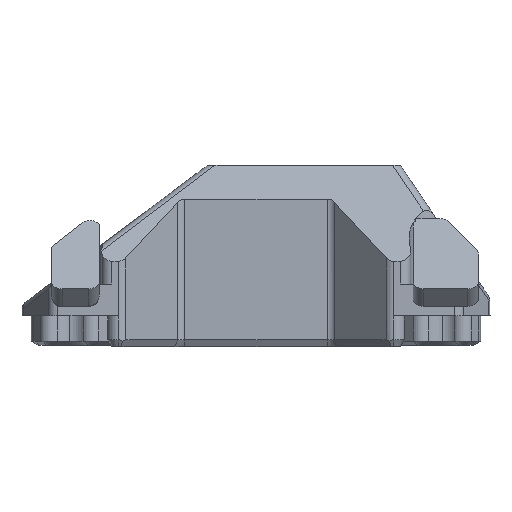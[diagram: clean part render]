
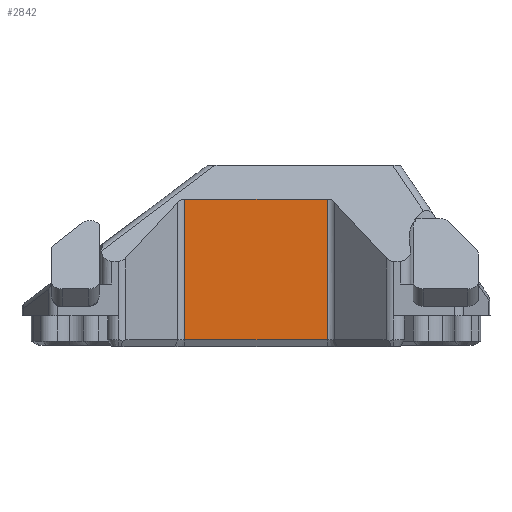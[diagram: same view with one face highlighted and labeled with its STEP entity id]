
A CAD part, front view. The second image highlights one B-rep face of the part: STEP entity #2842.
In plain terms, the highlighted planar face has unit normal (0, -1, 0).
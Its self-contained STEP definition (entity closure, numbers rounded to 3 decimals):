
#296 = LINE ( 'NONE', #1468, #3515 ) ;
#841 = VERTEX_POINT ( 'NONE', #5508 ) ;
#930 = VERTEX_POINT ( 'NONE', #6548 ) ;
#1223 = CARTESIAN_POINT ( 'NONE',  ( -35.96, 34.571, 17.08 ) ) ;
#1241 = LINE ( 'NONE', #6339, #4586 ) ;
#1245 = VERTEX_POINT ( 'NONE', #3791 ) ;
#1468 = CARTESIAN_POINT ( 'NONE',  ( -22.502, 34.571, 17.08 ) ) ;
#1483 = ORIENTED_EDGE ( 'NONE', *, *, #5536, .T. ) ;
#1734 = CARTESIAN_POINT ( 'NONE',  ( -35.96, 34.571, 13.89 ) ) ;
#1956 = AXIS2_PLACEMENT_3D ( 'NONE', #1223, #3457, #5262 ) ;
#2004 = CARTESIAN_POINT ( 'NONE',  ( -52.132, 34.571, 13.89 ) ) ;
#2132 = DIRECTION ( 'NONE',  ( 0., 0., -1. ) ) ;
#2245 = VECTOR ( 'NONE', #6685, 1000. ) ;
#2313 = DIRECTION ( 'NONE',  ( 1., 0., 0. ) ) ;
#2442 = PLANE ( 'NONE',  #1956 ) ;
#2804 = ORIENTED_EDGE ( 'NONE', *, *, #5297, .F. ) ;
#2842 = ADVANCED_FACE ( 'NONE', ( #5229 ), #2442, .F. ) ;
#2846 = LINE ( 'NONE', #5042, #2245 ) ;
#3054 = EDGE_LOOP ( 'NONE', ( #4545, #6786, #2804, #1483 ) ) ;
#3457 = DIRECTION ( 'NONE',  ( 0., 1., 0. ) ) ;
#3515 = VECTOR ( 'NONE', #2132, 1000. ) ;
#3619 = EDGE_CURVE ( 'NONE', #6019, #930, #2846, .T. ) ;
#3791 = CARTESIAN_POINT ( 'NONE',  ( -22.502, 34.571, 13.89 ) ) ;
#4545 = ORIENTED_EDGE ( 'NONE', *, *, #3619, .T. ) ;
#4586 = VECTOR ( 'NONE', #2313, 1000. ) ;
#5042 = CARTESIAN_POINT ( 'NONE',  ( -35.96, 34.571, 17.08 ) ) ;
#5229 = FACE_OUTER_BOUND ( 'NONE', #3054, .T. ) ;
#5262 = DIRECTION ( 'NONE',  ( 0., 0., 1. ) ) ;
#5297 = EDGE_CURVE ( 'NONE', #1245, #841, #296, .T. ) ;
#5508 = CARTESIAN_POINT ( 'NONE',  ( -22.502, 34.571, 0.64 ) ) ;
#5536 = EDGE_CURVE ( 'NONE', #1245, #6019, #7051, .T. ) ;
#5608 = VECTOR ( 'NONE', #6367, 1000. ) ;
#6019 = VERTEX_POINT ( 'NONE', #1734 ) ;
#6158 = EDGE_CURVE ( 'NONE', #930, #841, #1241, .T. ) ;
#6339 = CARTESIAN_POINT ( 'NONE',  ( -35.96, 34.571, 0.64 ) ) ;
#6367 = DIRECTION ( 'NONE',  ( -1., 0., 0. ) ) ;
#6548 = CARTESIAN_POINT ( 'NONE',  ( -35.96, 34.571, 0.64 ) ) ;
#6685 = DIRECTION ( 'NONE',  ( 0., 0., -1. ) ) ;
#6786 = ORIENTED_EDGE ( 'NONE', *, *, #6158, .T. ) ;
#7051 = LINE ( 'NONE', #2004, #5608 ) ;
